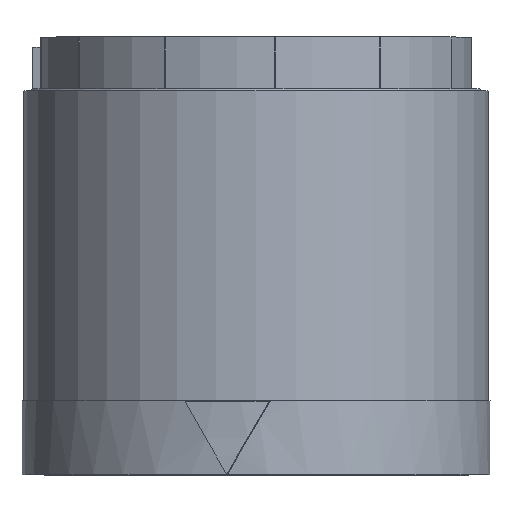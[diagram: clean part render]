
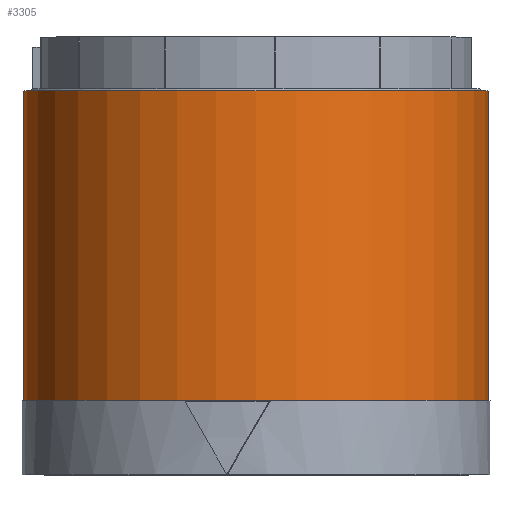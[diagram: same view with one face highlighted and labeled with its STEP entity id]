
A CAD part, top view. The second image highlights one B-rep face of the part: STEP entity #3305.
In plain terms, the highlighted cylindrical face has radius 34.5 mm (diameter 69 mm), a full revolution.
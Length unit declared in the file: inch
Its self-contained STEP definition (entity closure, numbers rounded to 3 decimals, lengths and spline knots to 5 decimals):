
#731=FACE_BOUND('',#974,.T.);
#779=FACE_OUTER_BOUND('',#973,.T.);
#973=EDGE_LOOP('',(#2248));
#974=EDGE_LOOP('',(#2249));
#1215=CIRCLE('',#3508,1.35827);
#1216=CIRCLE('',#3509,1.35827);
#1410=VERTEX_POINT('',#5008);
#1411=VERTEX_POINT('',#5010);
#1750=EDGE_CURVE('',#1410,#1410,#1215,.T.);
#1751=EDGE_CURVE('',#1411,#1411,#1216,.T.);
#2248=ORIENTED_EDGE('',*,*,#1750,.T.);
#2249=ORIENTED_EDGE('',*,*,#1751,.T.);
#3244=CYLINDRICAL_SURFACE('',#3507,1.35827);
#3305=ADVANCED_FACE('',(#779,#731),#3244,.T.);
#3507=AXIS2_PLACEMENT_3D('',#5007,#3915,#3916);
#3508=AXIS2_PLACEMENT_3D('',#5009,#3917,#3918);
#3509=AXIS2_PLACEMENT_3D('',#5011,#3919,#3920);
#3915=DIRECTION('center_axis',(0.,-1.,0.));
#3916=DIRECTION('ref_axis',(-1.,0.,0.));
#3917=DIRECTION('center_axis',(0.,1.,0.));
#3918=DIRECTION('ref_axis',(-1.,0.,0.));
#3919=DIRECTION('center_axis',(0.,-1.,0.));
#3920=DIRECTION('ref_axis',(1.,0.,0.));
#5007=CARTESIAN_POINT('Origin',(0.,2.68701,0.));
#5008=CARTESIAN_POINT('',(-1.35827,0.43307,0.));
#5009=CARTESIAN_POINT('Origin',(0.,0.43307,0.));
#5010=CARTESIAN_POINT('',(-1.35827,2.24409,0.));
#5011=CARTESIAN_POINT('Origin',(0.,2.24409,0.));
